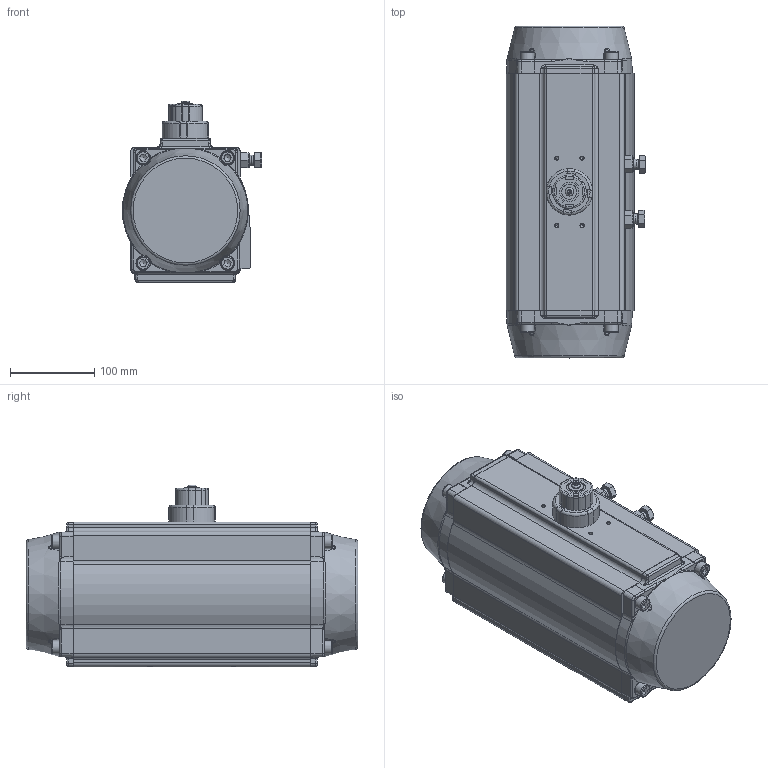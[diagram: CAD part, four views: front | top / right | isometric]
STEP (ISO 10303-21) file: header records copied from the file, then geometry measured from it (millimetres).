
FILE_DESCRIPTION(/* description */ (''),/* implementation_level */ '2;1');
FILE_NAME(/* name */ 'C-140DA（22x22）.step',/* time_stamp */ '2025-08-27T09:44:23+08:00',/* author */ (''),/* organization */ (''),/* preprocessor_version */ 'ST-DEVELOPER v16',/* originating_system */ 'SIEMENS PLM Software NX 10.0',/* authorisation */ '');
FILE_SCHEMA (('AUTOMOTIVE_DESIGN { 1 0 10303 214 3 1 1 1 }'));
Length unit declared in the file: millimetre
Products named in the file (15): 指示器螺钉; 指示器垫片; 金属条指示器92-105; Adjust screw; C-140新端盖开模; C-140-08; Indicator-125; Thrust washer; Outside washer; Circlip; Nut adjust screw; End-cap screw; C-140-04（22x22); C-140-01（F14）; C-140
Assembly tree (26 placements, depth 2):
  C-140
    C-140-01（F14）
    C-140-04（22x22)
    End-cap screw  x10
    Nut adjust screw  x2
    Circlip
    Outside washer
    Thrust washer
    Indicator-125
    C-140-08
    C-140新端盖开模  x2
    Adjust screw  x2
    金属条指示器92-105
    指示器垫片
    指示器螺钉
Bounding box: 165.71 x 393.8 x 215.9 mm (x, y, z)
Volume: 3238362.3 mm3; surface area: 690374 mm2
Topology: 50 solids, 50 shells, 1944 faces, 4939 edges, 3024 vertices
Faces by surface type: plane 577, cylinder 395, bspline 323, cone 260, torus 245, sphere 84, extrusion 60
Full cylindrical faces by diameter (mm): 2.5 x2, 4.2 x8, 5 x1, 6 x3, 6.5 x1, 8 x5, 8.374 x10, 8.376 x10, 8.5 x8, 9 x2, 10 x21, 10.106 x2, 10.3 x4, 10.374 x2, 10.376 x2, 11 x8, 12 x6, 12.001 x2, 14 x4, 16 x10, 17.8 x1, 22.8 x1, 23 x1, 32 x1, 34.2 x1, 36.4 x1, 36.5 x1, 40 x7, 50 x2, 60 x1
Entity records: 45073 total; most frequent: CARTESIAN_POINT 16559, ORIENTED_EDGE 5848, DIRECTION 5484, EDGE_CURVE 2924, AXIS2_PLACEMENT_3D 2167, VERTEX_POINT 1965, EDGE_LOOP 1521, ADVANCED_FACE 1253
